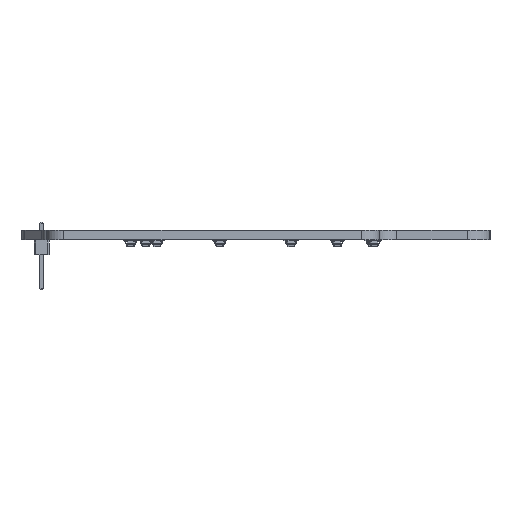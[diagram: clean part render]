
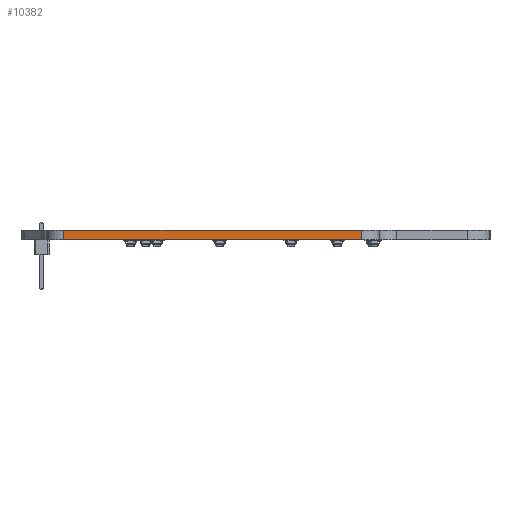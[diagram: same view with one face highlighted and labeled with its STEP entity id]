
A CAD part, left-side view. The second image highlights one B-rep face of the part: STEP entity #10382.
In plain terms, the highlighted planar face has unit normal (-1, 0, 0).
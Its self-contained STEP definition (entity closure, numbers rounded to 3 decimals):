
#4051 = VERTEX_POINT('',#4052);
#4052 = CARTESIAN_POINT('',(-109.537,-18.134,0.));
#4059 = EDGE_CURVE('',#4051,#4060,#4062,.T.);
#4060 = VERTEX_POINT('',#4061);
#4061 = CARTESIAN_POINT('',(-109.537,33.02,0.));
#4062 = LINE('',#4063,#4064);
#4063 = CARTESIAN_POINT('',(-109.537,-18.134,0.));
#4064 = VECTOR('',#4065,1.);
#4065 = DIRECTION('',(0.,1.,0.));
#7237 = VERTEX_POINT('',#7238);
#7238 = CARTESIAN_POINT('',(-109.537,-18.134,1.6));
#7245 = EDGE_CURVE('',#7237,#7246,#7248,.T.);
#7246 = VERTEX_POINT('',#7247);
#7247 = CARTESIAN_POINT('',(-109.537,33.02,1.6));
#7248 = LINE('',#7249,#7250);
#7249 = CARTESIAN_POINT('',(-109.537,-18.134,1.6));
#7250 = VECTOR('',#7251,1.);
#7251 = DIRECTION('',(0.,1.,0.));
#10352 = EDGE_CURVE('',#4060,#7246,#10353,.T.);
#10353 = LINE('',#10354,#10355);
#10354 = CARTESIAN_POINT('',(-109.537,33.02,0.));
#10355 = VECTOR('',#10356,1.);
#10356 = DIRECTION('',(0.,0.,1.));
#10382 = ADVANCED_FACE('',(#10383),#10394,.T.);
#10383 = FACE_BOUND('',#10384,.T.);
#10384 = EDGE_LOOP('',(#10385,#10391,#10392,#10393));
#10385 = ORIENTED_EDGE('',*,*,#10386,.T.);
#10386 = EDGE_CURVE('',#4051,#7237,#10387,.T.);
#10387 = LINE('',#10388,#10389);
#10388 = CARTESIAN_POINT('',(-109.537,-18.134,0.));
#10389 = VECTOR('',#10390,1.);
#10390 = DIRECTION('',(0.,0.,1.));
#10391 = ORIENTED_EDGE('',*,*,#7245,.T.);
#10392 = ORIENTED_EDGE('',*,*,#10352,.F.);
#10393 = ORIENTED_EDGE('',*,*,#4059,.F.);
#10394 = PLANE('',#10395);
#10395 = AXIS2_PLACEMENT_3D('',#10396,#10397,#10398);
#10396 = CARTESIAN_POINT('',(-109.537,-18.134,0.));
#10397 = DIRECTION('',(-1.,0.,0.));
#10398 = DIRECTION('',(0.,1.,0.));
